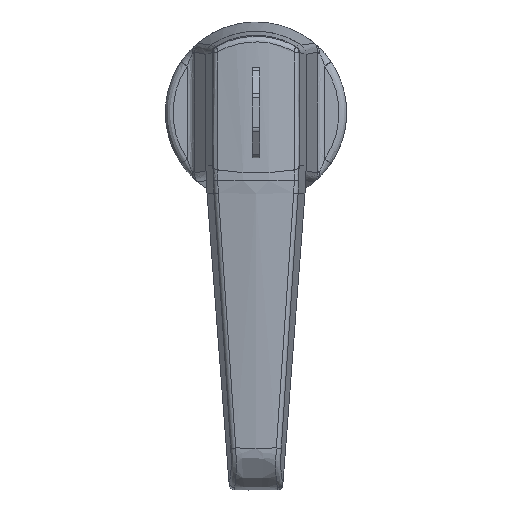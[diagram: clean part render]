
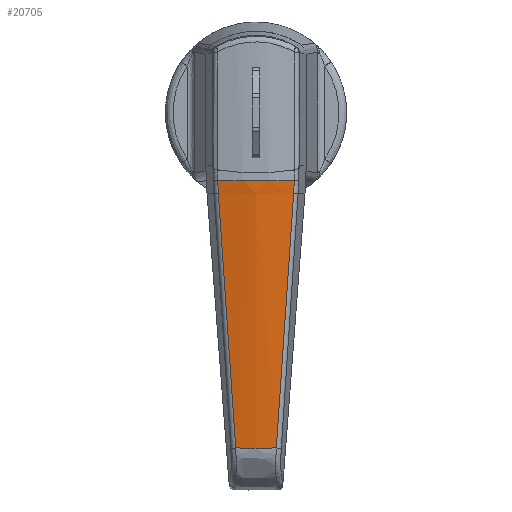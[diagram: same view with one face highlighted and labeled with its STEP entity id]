
A CAD part, front view. The second image highlights one B-rep face of the part: STEP entity #20705.
In plain terms, the highlighted free-form (B-spline) face has degree [1, 2] with [2, 3] control points.
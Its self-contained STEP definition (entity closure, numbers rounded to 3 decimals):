
#14303=CARTESIAN_POINT('',(-38.523,-5.383,-88.871));
#14304=VERTEX_POINT('',#14303);
#14593=CARTESIAN_POINT('',(-38.523,5.383,-88.871));
#14594=VERTEX_POINT('',#14593);
#14959=CARTESIAN_POINT('',(-38.523,5.383,-88.871));
#14960=CARTESIAN_POINT('',(-38.911,1.808,-88.877));
#14961=CARTESIAN_POINT('',(-38.911,-1.808,-88.877));
#14962=CARTESIAN_POINT('',(-38.523,-5.383,-88.871));
#14963=B_SPLINE_CURVE_WITH_KNOTS('',3,(#14959,#14960,#14961,#14962),.UNSPECIFIED.,.F.,.U.,(4,4),(0.,10.788),.UNSPECIFIED.);
#14964=EDGE_CURVE('',#14594,#14304,#14963,.T.);
#14995=CARTESIAN_POINT('',(-42.956,-10.147,-18.015));
#14996=VERTEX_POINT('',#14995);
#15016=CARTESIAN_POINT('',(-42.956,10.147,-18.015));
#15017=VERTEX_POINT('',#15016);
#15024=CARTESIAN_POINT('',(-42.956,-10.147,-18.015));
#15025=CARTESIAN_POINT('',(-43.496,-7.542,-18.036));
#15026=CARTESIAN_POINT('',(-43.96,-3.833,-18.053));
#15027=CARTESIAN_POINT('',(-44.047,2.982,-18.057));
#15028=CARTESIAN_POINT('',(-43.582,7.125,-18.039));
#15029=CARTESIAN_POINT('',(-42.956,10.147,-18.015));
#15030=B_SPLINE_CURVE_WITH_KNOTS('',3,(#15024,#15025,#15026,#15027,#15028,#15029),.UNSPECIFIED.,.F.,.U.,(4,1,1,4),(0.,7.983,11.176,20.436),.UNSPECIFIED.);
#15031=EDGE_CURVE('',#14996,#15017,#15030,.T.);
#15269=CARTESIAN_POINT('',(-42.743,9.978,-21.399));
#15270=VERTEX_POINT('',#15269);
#15281=CARTESIAN_POINT('',(-42.956,10.147,-18.015));
#15282=CARTESIAN_POINT('',(-42.88,10.112,-19.144));
#15283=CARTESIAN_POINT('',(-42.81,10.055,-20.272));
#15284=CARTESIAN_POINT('',(-42.743,9.978,-21.399));
#15285=B_SPLINE_CURVE_WITH_KNOTS('',3,(#15281,#15282,#15283,#15284),.UNSPECIFIED.,.F.,.U.,(4,4),(0.,3.395),.UNSPECIFIED.);
#15286=EDGE_CURVE('',#15017,#15270,#15285,.T.);
#15347=CARTESIAN_POINT('',(-42.743,-9.978,-21.399));
#15348=VERTEX_POINT('',#15347);
#15369=CARTESIAN_POINT('',(-42.743,-9.978,-21.399));
#15370=CARTESIAN_POINT('',(-42.81,-10.055,-20.272));
#15371=CARTESIAN_POINT('',(-42.88,-10.112,-19.144));
#15372=CARTESIAN_POINT('',(-42.956,-10.147,-18.015));
#15373=B_SPLINE_CURVE_WITH_KNOTS('',3,(#15369,#15370,#15371,#15372),.UNSPECIFIED.,.F.,.U.,(4,4),(0.,3.395),.UNSPECIFIED.);
#15374=EDGE_CURVE('',#15348,#14996,#15373,.T.);
#15526=CARTESIAN_POINT('',(-42.743,9.978,-21.399));
#15527=CARTESIAN_POINT('',(-40.777,7.697,-54.63));
#15528=CARTESIAN_POINT('',(-38.523,5.383,-88.871));
#15536=(BOUNDED_CURVE()B_SPLINE_CURVE(2,(#15526,#15527,#15528),.UNSPECIFIED.,.F.,.U.)CURVE()GEOMETRIC_REPRESENTATION_ITEM()QUASI_UNIFORM_CURVE()RATIONAL_B_SPLINE_CURVE((1.0,0.999,1.0))REPRESENTATION_ITEM(''));
#15537=EDGE_CURVE('',#15270,#14594,#15536,.T.);
#15591=CARTESIAN_POINT('',(-38.523,-5.383,-88.871));
#15592=CARTESIAN_POINT('',(-40.777,-7.697,-54.63));
#15593=CARTESIAN_POINT('',(-42.743,-9.978,-21.399));
#15601=(BOUNDED_CURVE()B_SPLINE_CURVE(2,(#15591,#15592,#15593),.UNSPECIFIED.,.F.,.U.)CURVE()GEOMETRIC_REPRESENTATION_ITEM()QUASI_UNIFORM_CURVE()RATIONAL_B_SPLINE_CURVE((1.0,0.999,1.0))REPRESENTATION_ITEM(''));
#15602=EDGE_CURVE('',#14304,#15348,#15601,.T.);
#20683=CARTESIAN_POINT('',(-42.873,11.136,-16.192));
#20684=CARTESIAN_POINT('',(-37.428,11.136,-90.615));
#20685=CARTESIAN_POINT('',(-45.41,-0.001,-16.378));
#20686=CARTESIAN_POINT('',(-39.965,-0.001,-90.801));
#20687=CARTESIAN_POINT('',(-42.873,-11.137,-16.192));
#20688=CARTESIAN_POINT('',(-37.427,-11.137,-90.615));
#20696=(BOUNDED_SURFACE()B_SPLINE_SURFACE(1,2,((#20683,#20685,#20687),(#20684,#20686,#20688)),.UNSPECIFIED.,.F.,.F.,.U.)B_SPLINE_SURFACE_WITH_KNOTS((2,2),(3,3),(0.0,74.622),(0.0,22.556),.UNSPECIFIED.)GEOMETRIC_REPRESENTATION_ITEM()RATIONAL_B_SPLINE_SURFACE(((0.998,0.972,0.996),(0.998,0.972,0.996)))REPRESENTATION_ITEM('')SURFACE());
#20697=ORIENTED_EDGE('',*,*,#15537,.T.);
#20698=ORIENTED_EDGE('',*,*,#14964,.T.);
#20699=ORIENTED_EDGE('',*,*,#15602,.T.);
#20700=ORIENTED_EDGE('',*,*,#15374,.T.);
#20701=ORIENTED_EDGE('',*,*,#15031,.T.);
#20702=ORIENTED_EDGE('',*,*,#15286,.T.);
#20703=EDGE_LOOP('',(#20697,#20698,#20699,#20700,#20701,#20702));
#20704=FACE_OUTER_BOUND('',#20703,.T.);
#20705=ADVANCED_FACE('',(#20704),#20696,.T.);
